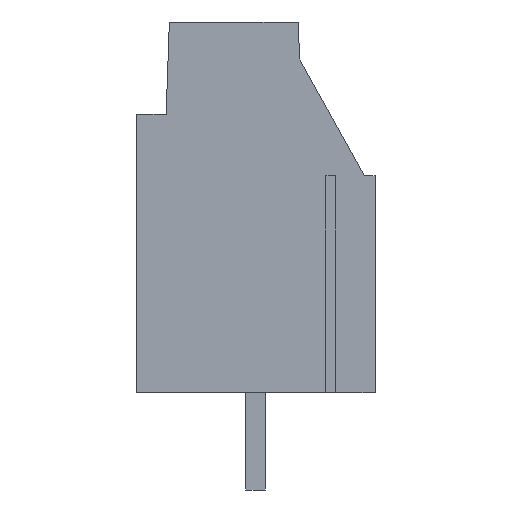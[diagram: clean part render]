
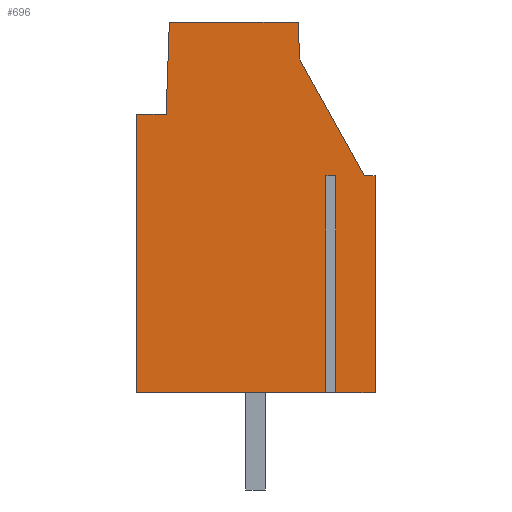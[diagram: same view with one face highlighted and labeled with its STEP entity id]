
A CAD part, left-side view. The second image highlights one B-rep face of the part: STEP entity #696.
In plain terms, the highlighted planar face has unit normal (-1, 0, 0).
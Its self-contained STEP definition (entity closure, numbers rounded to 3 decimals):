
#611=AXIS2_PLACEMENT_3D('Plane Axis2P3D',#608,#609,#610) ;
#40=CARTESIAN_POINT('Vertex',(0.,9.5,21.6)) ;
#98=CARTESIAN_POINT('Vertex',(0.,9.648,17.35)) ;
#101=CARTESIAN_POINT('Line Origine',(0.,9.574,19.475)) ;
#132=CARTESIAN_POINT('Line Origine',(0.,6.525,21.6)) ;
#136=CARTESIAN_POINT('Vertex',(0.,3.55,21.6)) ;
#569=CARTESIAN_POINT('Vertex',(0.,11.,17.35)) ;
#574=CARTESIAN_POINT('Line Origine',(0.,10.324,17.35)) ;
#608=CARTESIAN_POINT('Axis2P3D Location',(0.,11.,1.3)) ;
#613=CARTESIAN_POINT('Line Origine',(0.,0.912,4.5)) ;
#617=CARTESIAN_POINT('Vertex',(0.,1.825,4.5)) ;
#619=CARTESIAN_POINT('Vertex',(0.,0.,4.5)) ;
#622=CARTESIAN_POINT('Line Origine',(0.,0.,9.5)) ;
#626=CARTESIAN_POINT('Vertex',(0.,0.,14.5)) ;
#629=CARTESIAN_POINT('Line Origine',(0.,0.25,14.5)) ;
#633=CARTESIAN_POINT('Vertex',(0.,0.5,14.5)) ;
#636=CARTESIAN_POINT('Line Origine',(0.,1.995,17.196)) ;
#640=CARTESIAN_POINT('Vertex',(0.,3.49,19.892)) ;
#643=CARTESIAN_POINT('Line Origine',(0.,3.52,20.746)) ;
#648=CARTESIAN_POINT('Line Origine',(0.,11.,10.925)) ;
#652=CARTESIAN_POINT('Vertex',(0.,11.,4.5)) ;
#655=CARTESIAN_POINT('Line Origine',(0.,6.638,4.5)) ;
#659=CARTESIAN_POINT('Vertex',(0.,2.275,4.5)) ;
#662=CARTESIAN_POINT('Line Origine',(0.,2.275,9.5)) ;
#666=CARTESIAN_POINT('Vertex',(0.,2.275,14.5)) ;
#669=CARTESIAN_POINT('Line Origine',(0.,2.05,14.5)) ;
#673=CARTESIAN_POINT('Vertex',(0.,1.825,14.5)) ;
#676=CARTESIAN_POINT('Line Origine',(0.,1.825,9.5)) ;
#102=DIRECTION('Vector Direction',(0.,0.035,-0.999)) ;
#133=DIRECTION('Vector Direction',(0.,-1.,0.)) ;
#575=DIRECTION('Vector Direction',(0.,-1.,0.)) ;
#609=DIRECTION('Axis2P3D Direction',(-1.,0.,0.)) ;
#610=DIRECTION('Axis2P3D XDirection',(0.,-1.,0.)) ;
#614=DIRECTION('Vector Direction',(0.,1.,0.)) ;
#623=DIRECTION('Vector Direction',(0.,0.,-1.)) ;
#630=DIRECTION('Vector Direction',(0.,-1.,0.)) ;
#637=DIRECTION('Vector Direction',(0.,-0.485,-0.875)) ;
#644=DIRECTION('Vector Direction',(0.,0.035,0.999)) ;
#649=DIRECTION('Vector Direction',(0.,0.,1.)) ;
#656=DIRECTION('Vector Direction',(0.,1.,0.)) ;
#663=DIRECTION('Vector Direction',(0.,0.,1.)) ;
#670=DIRECTION('Vector Direction',(0.,-1.,0.)) ;
#677=DIRECTION('Vector Direction',(0.,0.,1.)) ;
#103=VECTOR('Line Direction',#102,1.) ;
#134=VECTOR('Line Direction',#133,1.) ;
#576=VECTOR('Line Direction',#575,1.) ;
#615=VECTOR('Line Direction',#614,1.) ;
#624=VECTOR('Line Direction',#623,1.) ;
#631=VECTOR('Line Direction',#630,1.) ;
#638=VECTOR('Line Direction',#637,1.) ;
#645=VECTOR('Line Direction',#644,1.) ;
#650=VECTOR('Line Direction',#649,1.) ;
#657=VECTOR('Line Direction',#656,1.) ;
#664=VECTOR('Line Direction',#663,1.) ;
#671=VECTOR('Line Direction',#670,1.) ;
#678=VECTOR('Line Direction',#677,1.) ;
#682=ORIENTED_EDGE('',*,*,#621,.T.) ;
#683=ORIENTED_EDGE('',*,*,#628,.T.) ;
#684=ORIENTED_EDGE('',*,*,#635,.T.) ;
#685=ORIENTED_EDGE('',*,*,#642,.T.) ;
#686=ORIENTED_EDGE('',*,*,#647,.T.) ;
#687=ORIENTED_EDGE('',*,*,#138,.T.) ;
#688=ORIENTED_EDGE('',*,*,#105,.T.) ;
#689=ORIENTED_EDGE('',*,*,#578,.T.) ;
#690=ORIENTED_EDGE('',*,*,#654,.T.) ;
#691=ORIENTED_EDGE('',*,*,#661,.T.) ;
#692=ORIENTED_EDGE('',*,*,#668,.T.) ;
#693=ORIENTED_EDGE('',*,*,#675,.F.) ;
#694=ORIENTED_EDGE('',*,*,#680,.F.) ;
#696=ADVANCED_FACE('HOUSING',(#695),#612,.T.) ;
#105=EDGE_CURVE('',#41,#99,#104,.T.) ;
#138=EDGE_CURVE('',#137,#41,#135,.F.) ;
#578=EDGE_CURVE('',#99,#570,#577,.F.) ;
#621=EDGE_CURVE('',#618,#620,#616,.F.) ;
#628=EDGE_CURVE('',#620,#627,#625,.F.) ;
#635=EDGE_CURVE('',#627,#634,#632,.F.) ;
#642=EDGE_CURVE('',#634,#641,#639,.F.) ;
#647=EDGE_CURVE('',#641,#137,#646,.T.) ;
#654=EDGE_CURVE('',#570,#653,#651,.F.) ;
#661=EDGE_CURVE('',#653,#660,#658,.F.) ;
#668=EDGE_CURVE('',#660,#667,#665,.T.) ;
#675=EDGE_CURVE('',#674,#667,#672,.F.) ;
#680=EDGE_CURVE('',#618,#674,#679,.T.) ;
#681=EDGE_LOOP('',(#682,#683,#684,#685,#686,#687,#688,#689,#690,#691,#692,#693,#694)) ;
#695=FACE_OUTER_BOUND('',#681,.T.) ;
#104=LINE('Line',#101,#103) ;
#135=LINE('Line',#132,#134) ;
#577=LINE('Line',#574,#576) ;
#616=LINE('Line',#613,#615) ;
#625=LINE('Line',#622,#624) ;
#632=LINE('Line',#629,#631) ;
#639=LINE('Line',#636,#638) ;
#646=LINE('Line',#643,#645) ;
#651=LINE('Line',#648,#650) ;
#658=LINE('Line',#655,#657) ;
#665=LINE('Line',#662,#664) ;
#672=LINE('Line',#669,#671) ;
#679=LINE('Line',#676,#678) ;
#612=PLANE('',#611) ;
#41=VERTEX_POINT('',#40) ;
#99=VERTEX_POINT('',#98) ;
#137=VERTEX_POINT('',#136) ;
#570=VERTEX_POINT('',#569) ;
#618=VERTEX_POINT('',#617) ;
#620=VERTEX_POINT('',#619) ;
#627=VERTEX_POINT('',#626) ;
#634=VERTEX_POINT('',#633) ;
#641=VERTEX_POINT('',#640) ;
#653=VERTEX_POINT('',#652) ;
#660=VERTEX_POINT('',#659) ;
#667=VERTEX_POINT('',#666) ;
#674=VERTEX_POINT('',#673) ;
